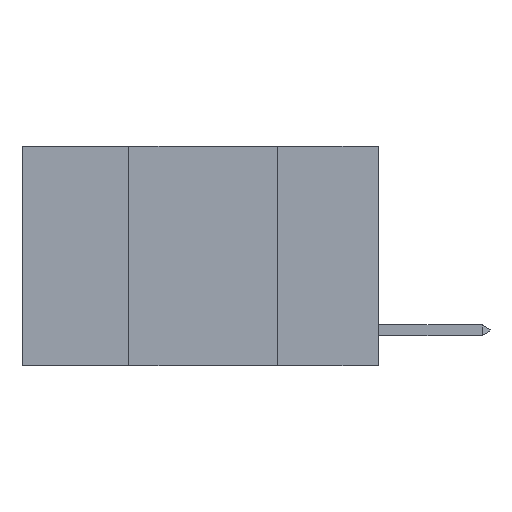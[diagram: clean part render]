
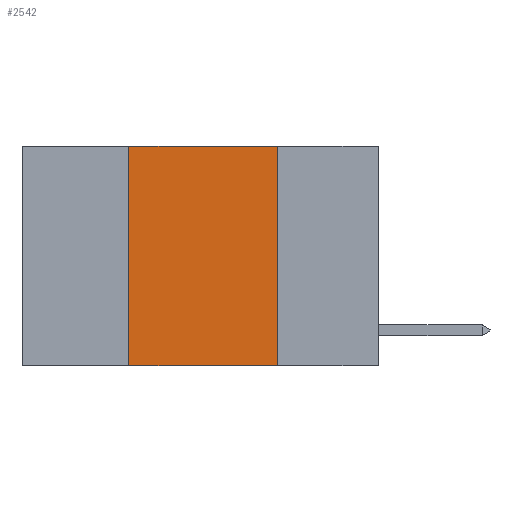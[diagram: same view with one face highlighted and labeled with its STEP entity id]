
A CAD part, left-side view. The second image highlights one B-rep face of the part: STEP entity #2542.
In plain terms, the highlighted planar face has unit normal (-1, 0, 0).
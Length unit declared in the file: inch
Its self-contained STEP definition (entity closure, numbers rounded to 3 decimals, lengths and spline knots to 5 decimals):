
#114 = DIRECTION ( 'NONE',  ( 1., 0., 0. ) ) ;
#128 = VERTEX_POINT ( 'NONE', #168 ) ;
#168 = CARTESIAN_POINT ( 'NONE',  ( 0., 0.17, -0.37 ) ) ;
#411 = VECTOR ( 'NONE', #6444, 39.37008 ) ;
#612 = EDGE_LOOP ( 'NONE', ( #5516, #2814, #1010, #8248 ) ) ;
#1010 = ORIENTED_EDGE ( 'NONE', *, *, #9025, .F. ) ;
#1180 = EDGE_CURVE ( 'NONE', #6901, #128, #4696, .T. ) ;
#1309 = DIRECTION ( 'NONE',  ( 0., 0., -1. ) ) ;
#1493 = LINE ( 'NONE', #8150, #9265 ) ;
#1761 = EDGE_CURVE ( 'NONE', #4908, #5128, #1493, .T. ) ;
#2458 = AXIS2_PLACEMENT_3D ( 'NONE', #3015, #114, #8285 ) ;
#2542 = ADVANCED_FACE ( 'NONE', ( #5826 ), #8407, .F. ) ;
#2723 = CARTESIAN_POINT ( 'NONE',  ( 0., 0.42, 0. ) ) ;
#2814 = ORIENTED_EDGE ( 'NONE', *, *, #1761, .F. ) ;
#3015 = CARTESIAN_POINT ( 'NONE',  ( 0., 0.6, 0. ) ) ;
#3087 = EDGE_CURVE ( 'NONE', #5128, #128, #8021, .T. ) ;
#3547 = CARTESIAN_POINT ( 'NONE',  ( 0., 0.6, -0.37 ) ) ;
#3684 = DIRECTION ( 'NONE',  ( 0., -1., 0. ) ) ;
#4125 = CARTESIAN_POINT ( 'NONE',  ( 0., 0.42, -0.37 ) ) ;
#4406 = DIRECTION ( 'NONE',  ( 0., 0., 1. ) ) ;
#4696 = LINE ( 'NONE', #3547, #411 ) ;
#4908 = VERTEX_POINT ( 'NONE', #2723 ) ;
#5128 = VERTEX_POINT ( 'NONE', #5416 ) ;
#5416 = CARTESIAN_POINT ( 'NONE',  ( 0., 0.17, 0. ) ) ;
#5504 = VECTOR ( 'NONE', #4406, 39.37008 ) ;
#5516 = ORIENTED_EDGE ( 'NONE', *, *, #3087, .F. ) ;
#5808 = CARTESIAN_POINT ( 'NONE',  ( 0., 0.17, 0. ) ) ;
#5826 = FACE_OUTER_BOUND ( 'NONE', #612, .T. ) ;
#6444 = DIRECTION ( 'NONE',  ( 0., -1., 0. ) ) ;
#6901 = VERTEX_POINT ( 'NONE', #4125 ) ;
#7430 = VECTOR ( 'NONE', #1309, 39.37008 ) ;
#7481 = CARTESIAN_POINT ( 'NONE',  ( 0., 0.42, 0. ) ) ;
#8021 = LINE ( 'NONE', #5808, #7430 ) ;
#8074 = LINE ( 'NONE', #7481, #5504 ) ;
#8150 = CARTESIAN_POINT ( 'NONE',  ( 0., 0.6, 0. ) ) ;
#8248 = ORIENTED_EDGE ( 'NONE', *, *, #1180, .T. ) ;
#8285 = DIRECTION ( 'NONE',  ( 0., 0., -1. ) ) ;
#8407 = PLANE ( 'NONE',  #2458 ) ;
#9025 = EDGE_CURVE ( 'NONE', #6901, #4908, #8074, .T. ) ;
#9265 = VECTOR ( 'NONE', #3684, 39.37008 ) ;
